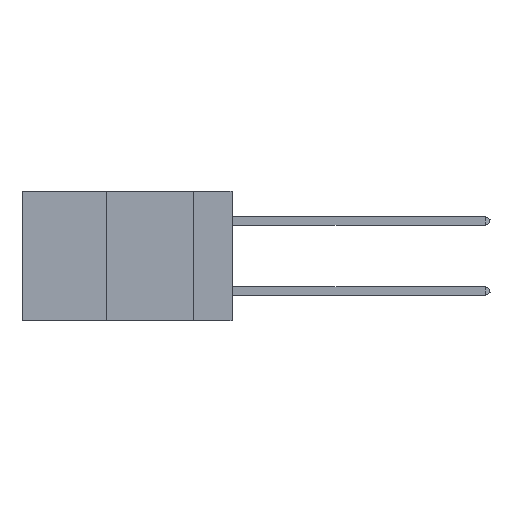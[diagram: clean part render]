
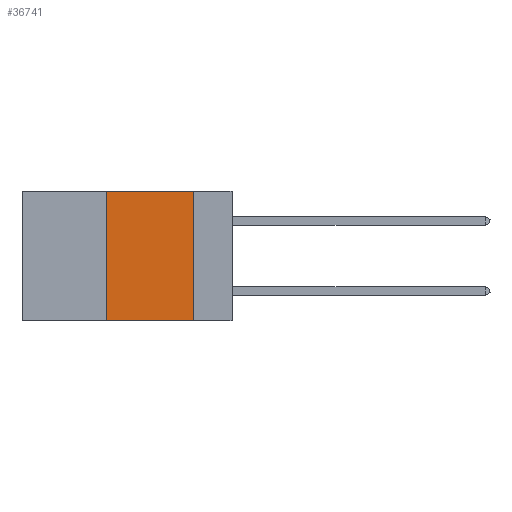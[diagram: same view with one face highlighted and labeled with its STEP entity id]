
A CAD part, left-side view. The second image highlights one B-rep face of the part: STEP entity #36741.
In plain terms, the highlighted planar face has unit normal (-1, 0, 0).
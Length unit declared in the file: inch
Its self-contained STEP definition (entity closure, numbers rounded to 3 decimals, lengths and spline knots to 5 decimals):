
#479 = ORIENTED_EDGE ( 'NONE', *, *, #14169, .T. ) ;
#658 = VECTOR ( 'NONE', #47495, 39.37008 ) ;
#2911 = VECTOR ( 'NONE', #3544, 39.37008 ) ;
#3544 = DIRECTION ( 'NONE',  ( 0., 0., 1. ) ) ;
#4765 = DIRECTION ( 'NONE',  ( 1., 0., 0. ) ) ;
#7695 = CARTESIAN_POINT ( 'NONE',  ( 0., 0.6, -0.37 ) ) ;
#8531 = ORIENTED_EDGE ( 'NONE', *, *, #24493, .F. ) ;
#9594 = VERTEX_POINT ( 'NONE', #38723 ) ;
#13777 = CARTESIAN_POINT ( 'NONE',  ( 0., 0.11, 0. ) ) ;
#14169 = EDGE_CURVE ( 'NONE', #19827, #9594, #30883, .T. ) ;
#14822 = CARTESIAN_POINT ( 'NONE',  ( 0., 0.36, 0. ) ) ;
#15363 = EDGE_LOOP ( 'NONE', ( #41360, #20879, #8531, #479 ) ) ;
#17314 = LINE ( 'NONE', #21846, #31553 ) ;
#18655 = CARTESIAN_POINT ( 'NONE',  ( 0., 0.36, 0. ) ) ;
#18822 = VERTEX_POINT ( 'NONE', #18655 ) ;
#19827 = VERTEX_POINT ( 'NONE', #43420 ) ;
#20042 = DIRECTION ( 'NONE',  ( 0., 0., -1. ) ) ;
#20193 = VECTOR ( 'NONE', #42068, 39.37008 ) ;
#20853 = LINE ( 'NONE', #13777, #658 ) ;
#20879 = ORIENTED_EDGE ( 'NONE', *, *, #48922, .F. ) ;
#21846 = CARTESIAN_POINT ( 'NONE',  ( 0., 0.6, 0. ) ) ;
#23118 = EDGE_CURVE ( 'NONE', #27978, #9594, #20853, .T. ) ;
#23362 = CARTESIAN_POINT ( 'NONE',  ( 0., 0.6, 0. ) ) ;
#24493 = EDGE_CURVE ( 'NONE', #19827, #18822, #48643, .T. ) ;
#27978 = VERTEX_POINT ( 'NONE', #36013 ) ;
#30883 = LINE ( 'NONE', #7695, #20193 ) ;
#31553 = VECTOR ( 'NONE', #48248, 39.37008 ) ;
#34505 = PLANE ( 'NONE',  #43162 ) ;
#36013 = CARTESIAN_POINT ( 'NONE',  ( 0., 0.11, 0. ) ) ;
#36741 = ADVANCED_FACE ( 'NONE', ( #39230 ), #34505, .F. ) ;
#38723 = CARTESIAN_POINT ( 'NONE',  ( 0., 0.11, -0.37 ) ) ;
#39230 = FACE_OUTER_BOUND ( 'NONE', #15363, .T. ) ;
#41360 = ORIENTED_EDGE ( 'NONE', *, *, #23118, .F. ) ;
#42068 = DIRECTION ( 'NONE',  ( 0., -1., 0. ) ) ;
#43162 = AXIS2_PLACEMENT_3D ( 'NONE', #23362, #4765, #20042 ) ;
#43420 = CARTESIAN_POINT ( 'NONE',  ( 0., 0.36, -0.37 ) ) ;
#47495 = DIRECTION ( 'NONE',  ( 0., 0., -1. ) ) ;
#48248 = DIRECTION ( 'NONE',  ( 0., -1., 0. ) ) ;
#48643 = LINE ( 'NONE', #14822, #2911 ) ;
#48922 = EDGE_CURVE ( 'NONE', #18822, #27978, #17314, .T. ) ;
